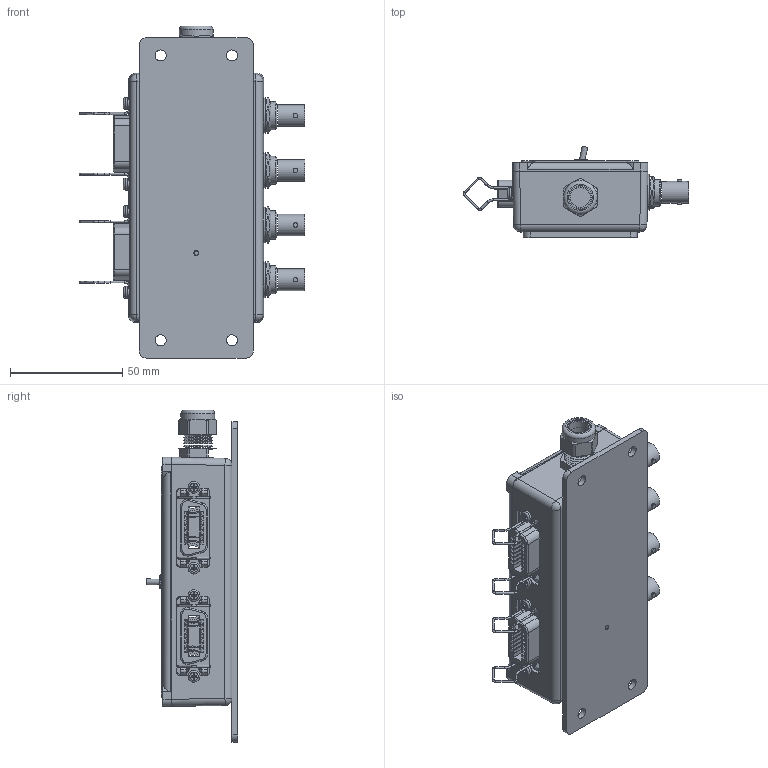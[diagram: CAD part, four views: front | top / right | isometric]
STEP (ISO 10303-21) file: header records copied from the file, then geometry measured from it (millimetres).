
FILE_DESCRIPTION (( 'STEP AP214' ), '1' );
FILE_NAME ('SBB14_E_EF_AP214.STEP', '2018-09-10T16:20:18', ( '' ), ( '' ), 'SwSTEP 2.0', 'SolidWorks 2018', '' );
FILE_SCHEMA (( 'AUTOMOTIVE_DESIGN' ));
Length unit declared in the file: inch
Products named in the file (1): SBB14_E_EF_AP214
Bounding box: 100.68 x 40.73 x 148.07 mm (x, y, z)
Surface area: 47466.9 mm2 (no closed solid volume)
Topology: 0 solids, 80 shells, 1038 faces, 3574 edges, 2619 vertices
Faces by surface type: plane 573, cylinder 200, bspline 165, cone 54, torus 42, sphere 4
Full cylindrical faces by diameter (mm): 0.9 x32, 1.422 x4, 1.981 x8, 2.261 x1, 3 x4, 3.378 x2, 3.531 x1, 4.915 x4, 5.258 x4, 7.112 x1, 7.937 x1, 8.89 x2, 9.652 x4, 10.579 x1, 13.193 x4, 14.986 x1, 15.875 x4
Entity records: 53171 total; most frequent: CARTESIAN_POINT 10970, DIRECTION 5445, ORIENTED_EDGE 5345, EDGE_CURVE 3407, VERTEX_POINT 2604, VECTOR 2205, LINE 2205, AXIS2_PLACEMENT_3D 1620
